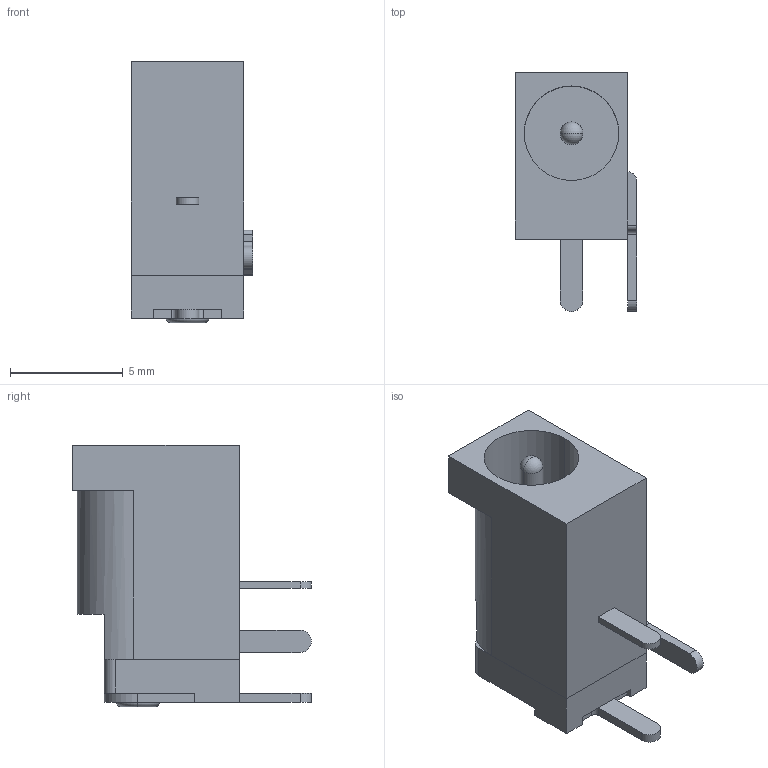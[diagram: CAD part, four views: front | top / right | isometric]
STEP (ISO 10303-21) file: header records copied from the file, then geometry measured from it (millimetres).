
FILE_DESCRIPTION(('STEP AP214'),'1');
FILE_NAME('pj-031ch.stp','2016-03-22T18:05:05',('TraceParts'),('TraceParts S.A.'),'Spatial InterOp 3D',' ',' ');
FILE_SCHEMA(('automotive_design'));
Length unit declared in the file: millimetre
Products named in the file (5): 1.00; Fillet14; Extrude25; Fillet15; Cut-Extrude25
Bounding box: 5.4 x 10.6 x 11.6 mm (x, y, z)
Volume: 284.2 mm3; surface area: 580.2 mm2
Topology: 5 solids, 5 shells, 66 faces, 162 edges, 107 vertices
Faces by surface type: plane 44, cylinder 18, sphere 2, torus 2
Entity records: 2585 total; most frequent: DIRECTION 350, CARTESIAN_POINT 338, ORIENTED_EDGE 320, EDGE_CURVE 160, AXIS2_PLACEMENT_3D 119, LINE 112, VECTOR 112, VERTEX_POINT 107
